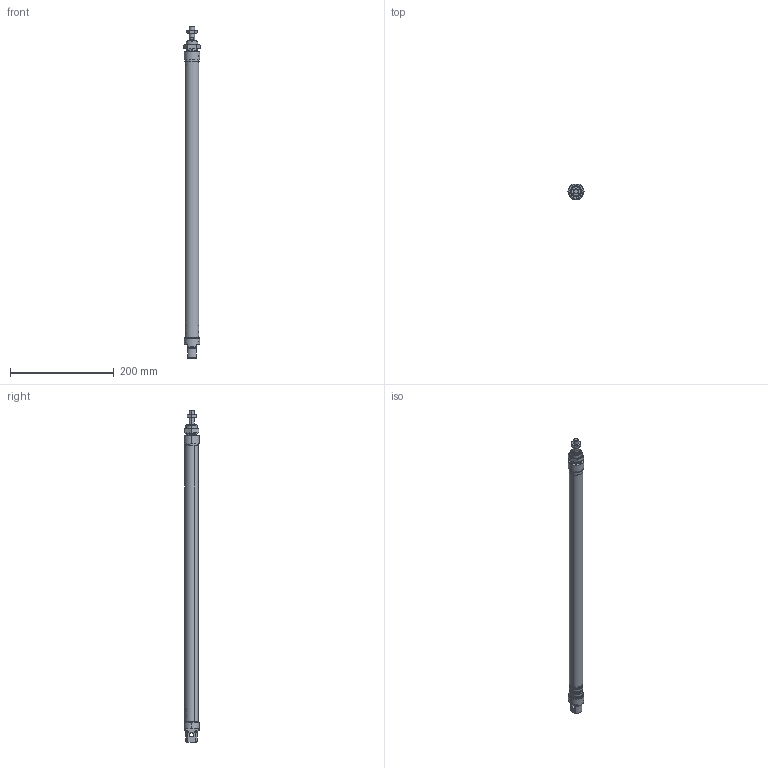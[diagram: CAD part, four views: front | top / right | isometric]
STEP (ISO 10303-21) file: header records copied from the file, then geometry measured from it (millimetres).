
FILE_DESCRIPTION (( 'STEP AP203' ), '1' );
FILE_NAME ('MADE0MA0250500.step', '2022-03-16T07:44:50', ( '' ), ( '' ), 'SwSTEP 2.0', 'SolidWorks 2021', '' );
FILE_SCHEMA (( 'CONFIG_CONTROL_DESIGN' ));
Length unit declared in the file: millimetre
Products named in the file (1): MADE0MA0250500
Bounding box: 31.18 x 28.5 x 640 mm (x, y, z)
Volume: 126352 mm3; surface area: 135115.2 mm2
Topology: 22 solids, 22 shells, 788 faces, 1916 edges, 1198 vertices
Faces by surface type: cylinder 333, plane 203, cone 166, torus 82, sphere 4
Entity records: 24659 total; most frequent: CARTESIAN_POINT 5689, DIRECTION 4250, ORIENTED_EDGE 3812, EDGE_CURVE 1906, AXIS2_PLACEMENT_3D 1775, VERTEX_POINT 1192, CIRCLE 986, EDGE_LOOP 866
